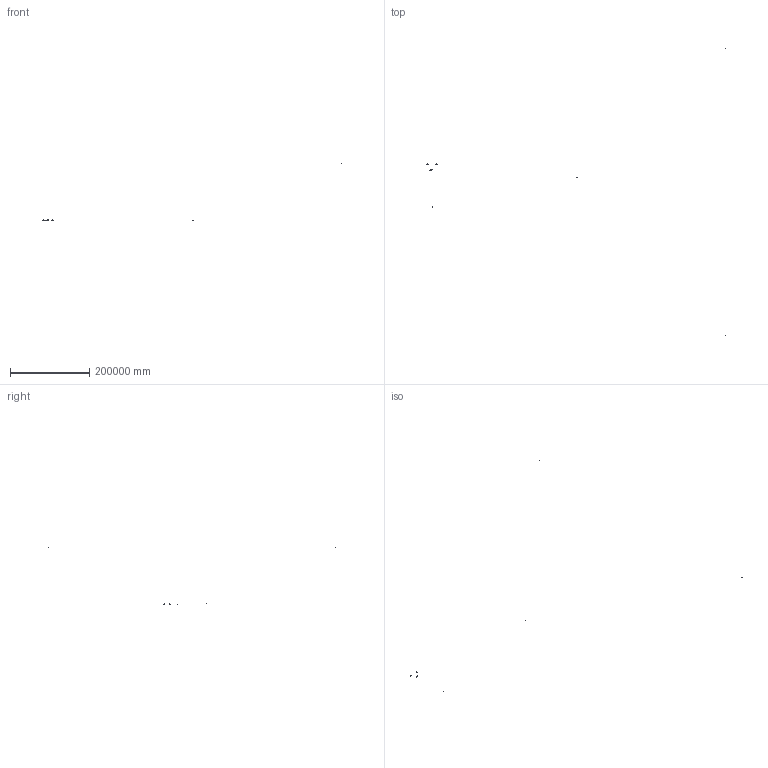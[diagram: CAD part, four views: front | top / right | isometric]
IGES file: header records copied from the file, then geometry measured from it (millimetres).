
Global section: file name: ST11 2013 05 03; native system: AutoCAD 2016 - English; preprocessor: Autodesk Translation Framework DWG producer (atf_dwg_producer); organization: unknown; date: 20161017.213057; units: centimetre
Bounding box: 754017.2 x 722700.66 x 143161.88 mm (x, y, z)
Volume: 276974080.8 mm3; surface area: 7973528.3 mm2
Topology: 28 solids, 34 shells, 1057 faces, 2762 edges, 1872 vertices
Faces by surface type: bspline 1057
